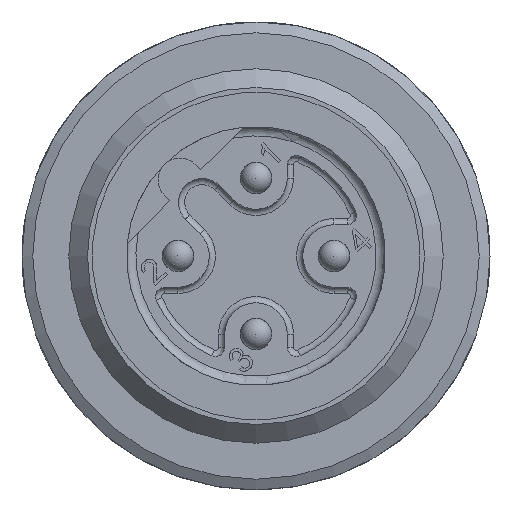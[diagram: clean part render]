
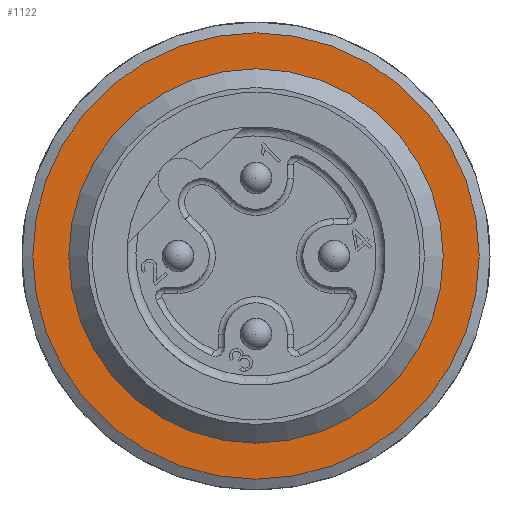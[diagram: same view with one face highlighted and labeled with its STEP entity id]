
A CAD part, front view. The second image highlights one B-rep face of the part: STEP entity #1122.
In plain terms, the highlighted planar face has unit normal (0, -1, 0).
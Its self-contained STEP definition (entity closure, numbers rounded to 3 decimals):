
#733=PLANE('',#4156);
#1122=ADVANCED_FACE('',(#1459,#1460),#733,.F.);
#1459=FACE_BOUND('',#1533,.T.);
#1460=FACE_BOUND('',#1534,.T.);
#1533=EDGE_LOOP('',(#1844));
#1534=EDGE_LOOP('',(#1845));
#1844=ORIENTED_EDGE('',*,*,#3416,.F.);
#1845=ORIENTED_EDGE('',*,*,#3417,.T.);
#3033=VERTEX_POINT('',#5264);
#3034=VERTEX_POINT('',#5267);
#3416=EDGE_CURVE('',#3033,#3033,#4012,.T.);
#3417=EDGE_CURVE('',#3034,#3034,#4013,.T.);
#4012=CIRCLE('',#4153,6.);
#4013=CIRCLE('',#4155,7.154);
#4153=AXIS2_PLACEMENT_3D('',#5263,#4485,#4486);
#4155=AXIS2_PLACEMENT_3D('',#5266,#4489,#4490);
#4156=AXIS2_PLACEMENT_3D('',#5268,#4491,#4492);
#4485=DIRECTION('',(0.,-1.,0.));
#4486=DIRECTION('',(-0.866,0.,0.5));
#4489=DIRECTION('',(0.,-1.,0.));
#4490=DIRECTION('',(-0.866,0.,0.5));
#4491=DIRECTION('',(0.,1.,0.));
#4492=DIRECTION('',(0.866,0.,-0.5));
#5263=CARTESIAN_POINT('',(132.751,-47.35,0.));
#5264=CARTESIAN_POINT('',(127.555,-47.35,3.));
#5266=CARTESIAN_POINT('',(132.751,-47.35,0.));
#5267=CARTESIAN_POINT('',(126.556,-47.35,3.577));
#5268=CARTESIAN_POINT('',(129.174,-47.35,-6.195));
